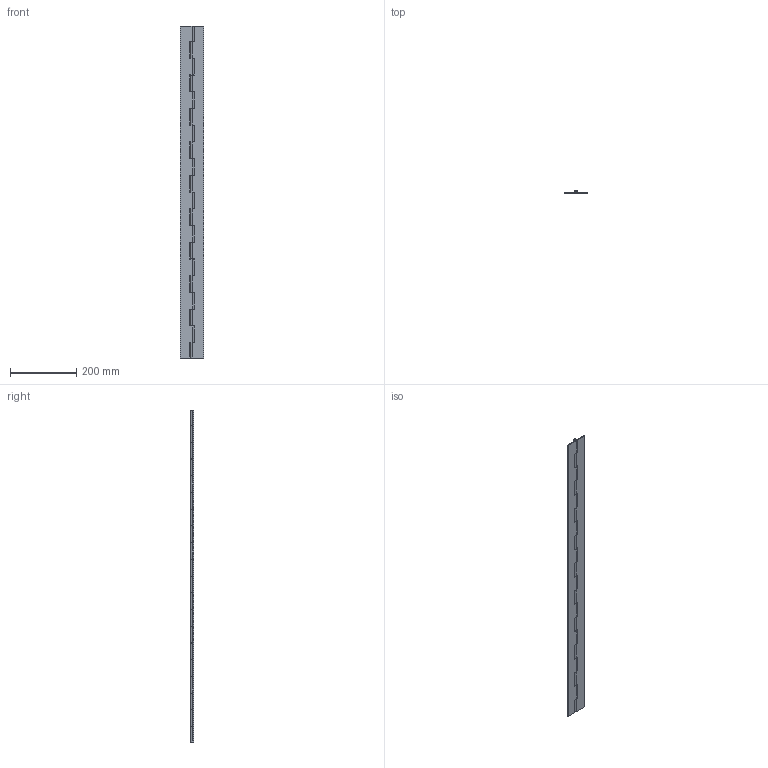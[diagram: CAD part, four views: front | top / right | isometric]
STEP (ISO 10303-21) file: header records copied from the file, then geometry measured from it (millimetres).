
FILE_DESCRIPTION (( 'STEP AP203' ), '1' );
FILE_NAME ('B-1808-12.STEP', '2015-12-10T02:45:28', ( '' ), ( '' ), 'SwSTEP 2.0', 'SolidWorks 2012', '' );
FILE_SCHEMA (( 'CONFIG_CONTROL_DESIGN' ));
Length unit declared in the file: millimetre
Products named in the file (4): B-1808-12; B-1808-12軸_; B-1808-12羽根B_; B-1808-12羽根A_
Assembly tree (3 placements, depth 2):
  B-1808-12
    B-1808-12羽根A_
    B-1808-12羽根B_
    B-1808-12軸_
Bounding box: 70 x 10 x 1000 mm (x, y, z)
Volume: 198200.5 mm3; surface area: 194407.1 mm2
Topology: 3 solids, 3 shells, 172 faces, 498 edges, 332 vertices
Faces by surface type: cylinder 102, plane 70
Entity records: 6240 total; most frequent: DIRECTION 1058, CARTESIAN_POINT 1008, ORIENTED_EDGE 996, EDGE_CURVE 498, AXIS2_PLACEMENT_3D 382, VERTEX_POINT 332, VECTOR 294, LINE 294
